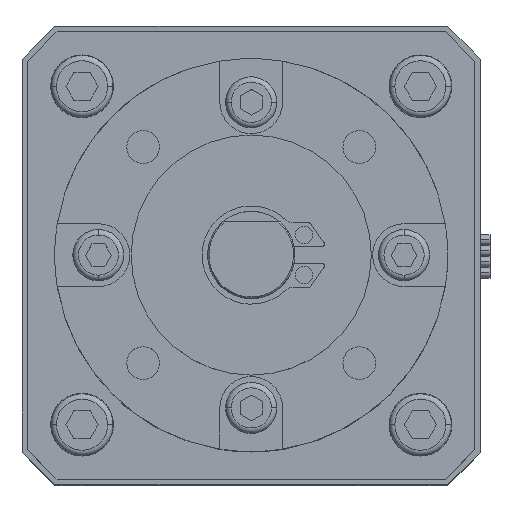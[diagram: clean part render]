
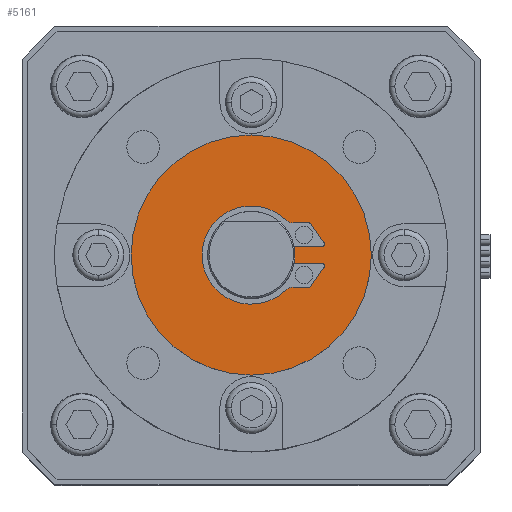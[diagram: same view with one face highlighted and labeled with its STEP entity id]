
A CAD part, top view. The second image highlights one B-rep face of the part: STEP entity #5161.
In plain terms, the highlighted planar face has unit normal (0, 0, 1).
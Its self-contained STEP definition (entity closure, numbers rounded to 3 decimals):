
#105 = VECTOR ( 'NONE', #5113, 1000. ) ;
#136 = CARTESIAN_POINT ( 'NONE',  ( 3.837, -2.941, 29.3 ) ) ;
#148 = AXIS2_PLACEMENT_3D ( 'NONE', #2123, #11476, #5778 ) ;
#199 = EDGE_LOOP ( 'NONE', ( #3177, #3997 ) ) ;
#407 = ORIENTED_EDGE ( 'NONE', *, *, #8556, .F. ) ;
#494 = DIRECTION ( 'NONE',  ( 1., 0., 0. ) ) ;
#503 = FACE_OUTER_BOUND ( 'NONE', #199, .T. ) ;
#520 = CARTESIAN_POINT ( 'NONE',  ( 3.837, 2.941, 29.3 ) ) ;
#548 = CIRCLE ( 'NONE', #8958, 11. ) ;
#557 = VERTEX_POINT ( 'NONE', #11270 ) ;
#675 = VERTEX_POINT ( 'NONE', #9622 ) ;
#768 = CARTESIAN_POINT ( 'NONE',  ( 6.648, 1.142, 29.3 ) ) ;
#792 = VERTEX_POINT ( 'NONE', #1186 ) ;
#806 = VERTEX_POINT ( 'NONE', #1310 ) ;
#834 = CARTESIAN_POINT ( 'NONE',  ( 5.275, -2.941, 29.3 ) ) ;
#1026 = CARTESIAN_POINT ( 'NONE',  ( 6.442, 1., 29.3 ) ) ;
#1118 = EDGE_CURVE ( 'NONE', #1128, #557, #3529, .T. ) ;
#1119 = VERTEX_POINT ( 'NONE', #6540 ) ;
#1128 = VERTEX_POINT ( 'NONE', #1860 ) ;
#1186 = CARTESIAN_POINT ( 'NONE',  ( 3.139, 3.224, 29.3 ) ) ;
#1247 = EDGE_LOOP ( 'NONE', ( #9339, #10080, #5922, #3254, #10875, #4394, #3062, #3985, #8116, #4824, #3813, #8649, #3066, #1746, #407 ) ) ;
#1303 = PLANE ( 'NONE',  #5531 ) ;
#1310 = CARTESIAN_POINT ( 'NONE',  ( 5.481, 2.833, 29.3 ) ) ;
#1433 = CARTESIAN_POINT ( 'NONE',  ( 5.275, 2.941, 29.3 ) ) ;
#1548 = CARTESIAN_POINT ( 'NONE',  ( -11., 0., 29.3 ) ) ;
#1676 = CARTESIAN_POINT ( 'NONE',  ( 3.419, -0.75, 29.3 ) ) ;
#1731 = CARTESIAN_POINT ( 'NONE',  ( 3.837, -3.941, 29.3 ) ) ;
#1746 = ORIENTED_EDGE ( 'NONE', *, *, #1118, .F. ) ;
#1767 = VERTEX_POINT ( 'NONE', #6125 ) ;
#1797 = DIRECTION ( 'NONE',  ( 1., 0., 0. ) ) ;
#1855 = CARTESIAN_POINT ( 'NONE',  ( 5.275, -2.941, 29.3 ) ) ;
#1860 = CARTESIAN_POINT ( 'NONE',  ( 6.442, 0.75, 29.3 ) ) ;
#1869 = DIRECTION ( 'NONE',  ( 0., 0., 1. ) ) ;
#1888 = LINE ( 'NONE', #10837, #9995 ) ;
#1914 = AXIS2_PLACEMENT_3D ( 'NONE', #2540, #3344, #5373 ) ;
#2031 = CARTESIAN_POINT ( 'NONE',  ( 6.442, -0.75, 29.3 ) ) ;
#2123 = CARTESIAN_POINT ( 'NONE',  ( 5.275, -2.691, 29.3 ) ) ;
#2473 = EDGE_CURVE ( 'NONE', #5855, #11931, #4376, .T. ) ;
#2540 = CARTESIAN_POINT ( 'NONE',  ( 0., 0., 29.3 ) ) ;
#2559 = CIRCLE ( 'NONE', #148, 0.25 ) ;
#2648 = AXIS2_PLACEMENT_3D ( 'NONE', #7432, #5489, #1797 ) ;
#2722 = LINE ( 'NONE', #11638, #4034 ) ;
#2737 = EDGE_CURVE ( 'NONE', #792, #4815, #9274, .T. ) ;
#2787 = DIRECTION ( 'NONE',  ( 1., 0., 0. ) ) ;
#2800 = EDGE_CURVE ( 'NONE', #5648, #5323, #548, .T. ) ;
#2854 = CIRCLE ( 'NONE', #1914, 3.5 ) ;
#2888 = DIRECTION ( 'NONE',  ( 0., 0., 1. ) ) ;
#3062 = ORIENTED_EDGE ( 'NONE', *, *, #4544, .F. ) ;
#3066 = ORIENTED_EDGE ( 'NONE', *, *, #11618, .F. ) ;
#3177 = ORIENTED_EDGE ( 'NONE', *, *, #4524, .T. ) ;
#3254 = ORIENTED_EDGE ( 'NONE', *, *, #11976, .F. ) ;
#3344 = DIRECTION ( 'NONE',  ( 0., 0., 1. ) ) ;
#3404 = AXIS2_PLACEMENT_3D ( 'NONE', #1026, #2888, #10342 ) ;
#3529 = CIRCLE ( 'NONE', #3404, 0.25 ) ;
#3586 = CIRCLE ( 'NONE', #6061, 1. ) ;
#3813 = ORIENTED_EDGE ( 'NONE', *, *, #2473, .F. ) ;
#3896 = CIRCLE ( 'NONE', #5129, 1. ) ;
#3976 = LINE ( 'NONE', #768, #4105 ) ;
#3985 = ORIENTED_EDGE ( 'NONE', *, *, #6321, .F. ) ;
#3997 = ORIENTED_EDGE ( 'NONE', *, *, #2800, .T. ) ;
#4018 = CARTESIAN_POINT ( 'NONE',  ( 11., 0., 29.3 ) ) ;
#4034 = VECTOR ( 'NONE', #494, 1000. ) ;
#4105 = VECTOR ( 'NONE', #4736, 1000. ) ;
#4283 = VERTEX_POINT ( 'NONE', #1676 ) ;
#4292 = EDGE_CURVE ( 'NONE', #806, #5855, #9657, .T. ) ;
#4376 = LINE ( 'NONE', #1433, #105 ) ;
#4394 = ORIENTED_EDGE ( 'NONE', *, *, #10609, .F. ) ;
#4420 = LINE ( 'NONE', #834, #9604 ) ;
#4524 = EDGE_CURVE ( 'NONE', #5323, #5648, #10081, .T. ) ;
#4544 = EDGE_CURVE ( 'NONE', #1119, #6109, #3896, .T. ) ;
#4560 = DIRECTION ( 'NONE',  ( 1., 0., 0. ) ) ;
#4736 = DIRECTION ( 'NONE',  ( -0.568, 0.823, 0. ) ) ;
#4742 = DIRECTION ( 'NONE',  ( 0., 0., 1. ) ) ;
#4815 = VERTEX_POINT ( 'NONE', #10042 ) ;
#4824 = ORIENTED_EDGE ( 'NONE', *, *, #9632, .F. ) ;
#4884 = EDGE_CURVE ( 'NONE', #4283, #675, #2854, .T. ) ;
#5113 = DIRECTION ( 'NONE',  ( -1., 0., 0. ) ) ;
#5129 = AXIS2_PLACEMENT_3D ( 'NONE', #1731, #12082, #4560 ) ;
#5161 = ADVANCED_FACE ( 'NONE', ( #8743, #503 ), #1303, .T. ) ;
#5168 = CARTESIAN_POINT ( 'NONE',  ( 0., 0., 29.3 ) ) ;
#5254 = DIRECTION ( 'NONE',  ( 0., 0., 1. ) ) ;
#5323 = VERTEX_POINT ( 'NONE', #1548 ) ;
#5373 = DIRECTION ( 'NONE',  ( 1., 0., 0. ) ) ;
#5378 = DIRECTION ( 'NONE',  ( 1., 0., 0. ) ) ;
#5424 = DIRECTION ( 'NONE',  ( 1., 0., 0. ) ) ;
#5489 = DIRECTION ( 'NONE',  ( 0., 0., 1. ) ) ;
#5525 = CARTESIAN_POINT ( 'NONE',  ( 0., 0., 29.3 ) ) ;
#5530 = VERTEX_POINT ( 'NONE', #2031 ) ;
#5531 = AXIS2_PLACEMENT_3D ( 'NONE', #7895, #8844, #11776 ) ;
#5648 = VERTEX_POINT ( 'NONE', #4018 ) ;
#5778 = DIRECTION ( 'NONE',  ( -1., 0., 0. ) ) ;
#5855 = VERTEX_POINT ( 'NONE', #9171 ) ;
#5922 = ORIENTED_EDGE ( 'NONE', *, *, #7155, .F. ) ;
#5949 = AXIS2_PLACEMENT_3D ( 'NONE', #5168, #5254, #11909 ) ;
#5981 = CARTESIAN_POINT ( 'NONE',  ( 3.837, 3.941, 29.3 ) ) ;
#6061 = AXIS2_PLACEMENT_3D ( 'NONE', #5981, #6065, #8931 ) ;
#6065 = DIRECTION ( 'NONE',  ( 0., 0., -1. ) ) ;
#6071 = LINE ( 'NONE', #8135, #8739 ) ;
#6109 = VERTEX_POINT ( 'NONE', #136 ) ;
#6125 = CARTESIAN_POINT ( 'NONE',  ( 6.648, -1.142, 29.3 ) ) ;
#6262 = DIRECTION ( 'NONE',  ( 0.568, 0.823, 0. ) ) ;
#6321 = EDGE_CURVE ( 'NONE', #4815, #1119, #10465, .T. ) ;
#6540 = CARTESIAN_POINT ( 'NONE',  ( 3.139, -3.224, 29.3 ) ) ;
#6591 = CARTESIAN_POINT ( 'NONE',  ( 0., 0., 29.3 ) ) ;
#6674 = DIRECTION ( 'NONE',  ( 1., 0., 0. ) ) ;
#7155 = EDGE_CURVE ( 'NONE', #1767, #5530, #7833, .T. ) ;
#7221 = DIRECTION ( 'NONE',  ( -1., 0., 0. ) ) ;
#7394 = VERTEX_POINT ( 'NONE', #9660 ) ;
#7432 = CARTESIAN_POINT ( 'NONE',  ( 5.275, 2.691, 29.3 ) ) ;
#7833 = CIRCLE ( 'NONE', #10552, 0.25 ) ;
#7895 = CARTESIAN_POINT ( 'NONE',  ( 0., 0., 29.3 ) ) ;
#8079 = CARTESIAN_POINT ( 'NONE',  ( 0., 0., 29.3 ) ) ;
#8116 = ORIENTED_EDGE ( 'NONE', *, *, #2737, .F. ) ;
#8135 = CARTESIAN_POINT ( 'NONE',  ( 3.419, -0.75, 29.3 ) ) ;
#8425 = EDGE_CURVE ( 'NONE', #10626, #7394, #2559, .T. ) ;
#8475 = DIRECTION ( 'NONE',  ( -1., 0., 0. ) ) ;
#8556 = EDGE_CURVE ( 'NONE', #675, #1128, #2722, .T. ) ;
#8649 = ORIENTED_EDGE ( 'NONE', *, *, #4292, .F. ) ;
#8739 = VECTOR ( 'NONE', #7221, 1000. ) ;
#8743 = FACE_BOUND ( 'NONE', #1247, .T. ) ;
#8844 = DIRECTION ( 'NONE',  ( 0., 0., 1. ) ) ;
#8931 = DIRECTION ( 'NONE',  ( -1., 0., 0. ) ) ;
#8958 = AXIS2_PLACEMENT_3D ( 'NONE', #6591, #4742, #6674 ) ;
#9035 = DIRECTION ( 'NONE',  ( 0., 0., 1. ) ) ;
#9171 = CARTESIAN_POINT ( 'NONE',  ( 5.275, 2.941, 29.3 ) ) ;
#9224 = AXIS2_PLACEMENT_3D ( 'NONE', #8079, #9035, #5378 ) ;
#9274 = CIRCLE ( 'NONE', #11074, 4.5 ) ;
#9339 = ORIENTED_EDGE ( 'NONE', *, *, #4884, .F. ) ;
#9391 = CARTESIAN_POINT ( 'NONE',  ( 6.442, -1., 29.3 ) ) ;
#9604 = VECTOR ( 'NONE', #5424, 1000. ) ;
#9622 = CARTESIAN_POINT ( 'NONE',  ( 3.419, 0.75, 29.3 ) ) ;
#9632 = EDGE_CURVE ( 'NONE', #11931, #792, #3586, .T. ) ;
#9657 = CIRCLE ( 'NONE', #2648, 0.25 ) ;
#9660 = CARTESIAN_POINT ( 'NONE',  ( 5.481, -2.833, 29.3 ) ) ;
#9764 = EDGE_CURVE ( 'NONE', #5530, #4283, #6071, .T. ) ;
#9995 = VECTOR ( 'NONE', #6262, 1000. ) ;
#10042 = CARTESIAN_POINT ( 'NONE',  ( -4.5, 0., 29.3 ) ) ;
#10080 = ORIENTED_EDGE ( 'NONE', *, *, #9764, .F. ) ;
#10081 = CIRCLE ( 'NONE', #9224, 11. ) ;
#10342 = DIRECTION ( 'NONE',  ( 1., 0., 0. ) ) ;
#10465 = CIRCLE ( 'NONE', #5949, 4.5 ) ;
#10552 = AXIS2_PLACEMENT_3D ( 'NONE', #9391, #1869, #8475 ) ;
#10609 = EDGE_CURVE ( 'NONE', #6109, #10626, #4420, .T. ) ;
#10626 = VERTEX_POINT ( 'NONE', #1855 ) ;
#10837 = CARTESIAN_POINT ( 'NONE',  ( 6.648, -1.142, 29.3 ) ) ;
#10875 = ORIENTED_EDGE ( 'NONE', *, *, #8425, .F. ) ;
#11074 = AXIS2_PLACEMENT_3D ( 'NONE', #5525, #12144, #2787 ) ;
#11270 = CARTESIAN_POINT ( 'NONE',  ( 6.648, 1.142, 29.3 ) ) ;
#11476 = DIRECTION ( 'NONE',  ( 0., 0., 1. ) ) ;
#11618 = EDGE_CURVE ( 'NONE', #557, #806, #3976, .T. ) ;
#11638 = CARTESIAN_POINT ( 'NONE',  ( 3.419, 0.75, 29.3 ) ) ;
#11776 = DIRECTION ( 'NONE',  ( 1., 0., 0. ) ) ;
#11909 = DIRECTION ( 'NONE',  ( 1., 0., 0. ) ) ;
#11931 = VERTEX_POINT ( 'NONE', #520 ) ;
#11976 = EDGE_CURVE ( 'NONE', #7394, #1767, #1888, .T. ) ;
#12082 = DIRECTION ( 'NONE',  ( 0., 0., -1. ) ) ;
#12144 = DIRECTION ( 'NONE',  ( 0., 0., 1. ) ) ;
